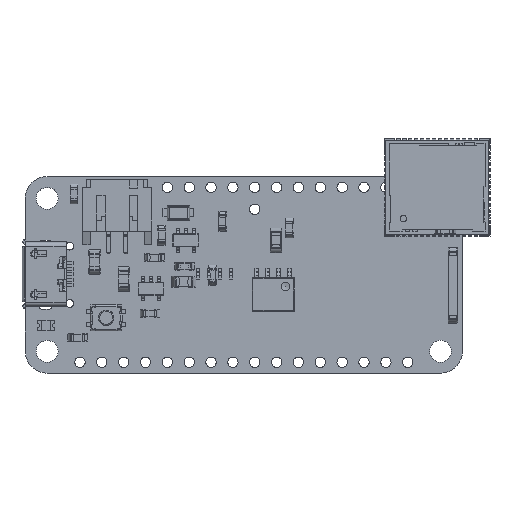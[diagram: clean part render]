
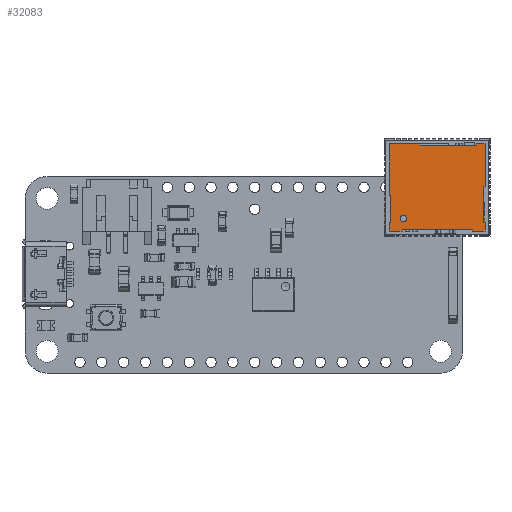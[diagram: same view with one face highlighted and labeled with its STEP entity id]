
A CAD part, top view. The second image highlights one B-rep face of the part: STEP entity #32083.
In plain terms, the highlighted planar face has unit normal (0, 0, 1).
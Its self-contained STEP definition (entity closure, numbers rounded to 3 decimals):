
#816=FACE_BOUND('',#4213,.T.);
#1090=CIRCLE('',#34427,0.375);
#2236=FACE_OUTER_BOUND('',#4212,.T.);
#4212=EDGE_LOOP('',(#21653,#21654,#21655,#21656,#21657,#21658,#21659,#21660,
#21661,#21662,#21663,#21664,#21665,#21666,#21667,#21668,#21669,#21670,#21671,
#21672));
#4213=EDGE_LOOP('',(#21673));
#6148=LINE('',#46495,#9868);
#6153=LINE('',#46510,#9873);
#6157=LINE('',#46519,#9877);
#6161=LINE('',#46528,#9881);
#6168=LINE('',#46542,#9888);
#6176=LINE('',#46559,#9896);
#6180=LINE('',#46568,#9900);
#6182=LINE('',#46574,#9902);
#6194=LINE('',#46598,#9914);
#6196=LINE('',#46602,#9916);
#6197=LINE('',#46603,#9917);
#6198=LINE('',#46605,#9918);
#6199=LINE('',#46606,#9919);
#6200=LINE('',#46607,#9920);
#6201=LINE('',#46608,#9921);
#6202=LINE('',#46610,#9922);
#6203=LINE('',#46611,#9923);
#6204=LINE('',#46612,#9924);
#6205=LINE('',#46613,#9925);
#6206=LINE('',#46614,#9926);
#9868=VECTOR('',#37384,10.);
#9873=VECTOR('',#37397,10.);
#9877=VECTOR('',#37403,10.);
#9881=VECTOR('',#37409,10.);
#9888=VECTOR('',#37418,10.);
#9896=VECTOR('',#37428,10.);
#9900=VECTOR('',#37434,10.);
#9902=VECTOR('',#37438,10.);
#9914=VECTOR('',#37452,10.);
#9916=VECTOR('',#37456,10.);
#9917=VECTOR('',#37457,10.);
#9918=VECTOR('',#37458,10.);
#9919=VECTOR('',#37459,10.);
#9920=VECTOR('',#37460,10.);
#9921=VECTOR('',#37461,10.);
#9922=VECTOR('',#37462,10.);
#9923=VECTOR('',#37463,10.);
#9924=VECTOR('',#37464,10.);
#9925=VECTOR('',#37465,10.);
#9926=VECTOR('',#37466,10.);
#13619=VERTEX_POINT('',#46493);
#13620=VERTEX_POINT('',#46494);
#13623=VERTEX_POINT('',#46502);
#13625=VERTEX_POINT('',#46508);
#13626=VERTEX_POINT('',#46509);
#13629=VERTEX_POINT('',#46517);
#13630=VERTEX_POINT('',#46518);
#13633=VERTEX_POINT('',#46526);
#13634=VERTEX_POINT('',#46527);
#13637=VERTEX_POINT('',#46535);
#13640=VERTEX_POINT('',#46540);
#13641=VERTEX_POINT('',#46544);
#13648=VERTEX_POINT('',#46557);
#13649=VERTEX_POINT('',#46561);
#13652=VERTEX_POINT('',#46566);
#13654=VERTEX_POINT('',#46571);
#13655=VERTEX_POINT('',#46573);
#13666=VERTEX_POINT('',#46596);
#13667=VERTEX_POINT('',#46601);
#13668=VERTEX_POINT('',#46604);
#13669=VERTEX_POINT('',#46609);
#16720=EDGE_CURVE('',#13619,#13620,#6148,.T.);
#16724=EDGE_CURVE('',#13623,#13623,#1090,.T.);
#16727=EDGE_CURVE('',#13625,#13626,#6153,.T.);
#16731=EDGE_CURVE('',#13629,#13630,#6157,.T.);
#16735=EDGE_CURVE('',#13633,#13634,#6161,.T.);
#16742=EDGE_CURVE('',#13637,#13640,#6168,.T.);
#16750=EDGE_CURVE('',#13641,#13648,#6176,.T.);
#16754=EDGE_CURVE('',#13649,#13652,#6180,.T.);
#16756=EDGE_CURVE('',#13655,#13654,#6182,.T.);
#16768=EDGE_CURVE('',#13648,#13666,#6194,.T.);
#16770=EDGE_CURVE('',#13667,#13619,#6196,.T.);
#16771=EDGE_CURVE('',#13620,#13637,#6197,.T.);
#16772=EDGE_CURVE('',#13640,#13668,#6198,.T.);
#16773=EDGE_CURVE('',#13668,#13625,#6199,.T.);
#16774=EDGE_CURVE('',#13626,#13641,#6200,.T.);
#16775=EDGE_CURVE('',#13666,#13633,#6201,.T.);
#16776=EDGE_CURVE('',#13634,#13669,#6202,.T.);
#16777=EDGE_CURVE('',#13669,#13655,#6203,.T.);
#16778=EDGE_CURVE('',#13654,#13629,#6204,.T.);
#16779=EDGE_CURVE('',#13630,#13649,#6205,.T.);
#16780=EDGE_CURVE('',#13652,#13667,#6206,.T.);
#21653=ORIENTED_EDGE('',*,*,#16770,.T.);
#21654=ORIENTED_EDGE('',*,*,#16720,.T.);
#21655=ORIENTED_EDGE('',*,*,#16771,.T.);
#21656=ORIENTED_EDGE('',*,*,#16742,.T.);
#21657=ORIENTED_EDGE('',*,*,#16772,.T.);
#21658=ORIENTED_EDGE('',*,*,#16773,.T.);
#21659=ORIENTED_EDGE('',*,*,#16727,.T.);
#21660=ORIENTED_EDGE('',*,*,#16774,.T.);
#21661=ORIENTED_EDGE('',*,*,#16750,.T.);
#21662=ORIENTED_EDGE('',*,*,#16768,.T.);
#21663=ORIENTED_EDGE('',*,*,#16775,.T.);
#21664=ORIENTED_EDGE('',*,*,#16735,.T.);
#21665=ORIENTED_EDGE('',*,*,#16776,.T.);
#21666=ORIENTED_EDGE('',*,*,#16777,.T.);
#21667=ORIENTED_EDGE('',*,*,#16756,.T.);
#21668=ORIENTED_EDGE('',*,*,#16778,.T.);
#21669=ORIENTED_EDGE('',*,*,#16731,.T.);
#21670=ORIENTED_EDGE('',*,*,#16779,.T.);
#21671=ORIENTED_EDGE('',*,*,#16754,.T.);
#21672=ORIENTED_EDGE('',*,*,#16780,.T.);
#21673=ORIENTED_EDGE('',*,*,#16724,.T.);
#30682=PLANE('',#34437);
#32083=ADVANCED_FACE('',(#2236,#816),#30682,.T.);
#34427=AXIS2_PLACEMENT_3D('',#46503,#37390,#37391);
#34437=AXIS2_PLACEMENT_3D('',#46600,#37454,#37455);
#37384=DIRECTION('',(1.,0.,0.));
#37390=DIRECTION('center_axis',(0.,0.,-1.));
#37391=DIRECTION('ref_axis',(-1.,0.,0.));
#37397=DIRECTION('',(0.,1.,0.));
#37403=DIRECTION('',(0.,-1.,0.));
#37409=DIRECTION('',(-1.,0.,0.));
#37418=DIRECTION('',(1.,0.,0.));
#37428=DIRECTION('',(0.,1.,0.));
#37434=DIRECTION('',(0.,-1.,0.));
#37438=DIRECTION('',(0.,-1.,0.));
#37452=DIRECTION('',(-1.,0.,0.));
#37454=DIRECTION('center_axis',(0.,0.,1.));
#37455=DIRECTION('ref_axis',(1.,0.,0.));
#37456=DIRECTION('',(0.,1.,0.));
#37457=DIRECTION('',(0.,-1.,0.));
#37458=DIRECTION('',(0.,1.,0.));
#37459=DIRECTION('',(-1.,0.,0.));
#37460=DIRECTION('',(1.,0.,0.));
#37461=DIRECTION('',(0.,-1.,0.));
#37462=DIRECTION('',(0.,1.,0.));
#37463=DIRECTION('',(-1.,0.,0.));
#37464=DIRECTION('',(1.,0.,0.));
#37465=DIRECTION('',(-1.,0.,0.));
#37466=DIRECTION('',(1.,0.,0.));
#46493=CARTESIAN_POINT('',(18.395,5.24,3.));
#46494=CARTESIAN_POINT('',(26.535,5.24,3.));
#46495=CARTESIAN_POINT('',(20.43,5.24,3.));
#46502=CARTESIAN_POINT('',(18.924,6.522,3.));
#46503=CARTESIAN_POINT('Origin',(18.549,6.522,3.));
#46508=CARTESIAN_POINT('',(27.885,6.09,3.));
#46509=CARTESIAN_POINT('',(27.885,10.23,3.));
#46510=CARTESIAN_POINT('',(27.885,8.125,3.));
#46517=CARTESIAN_POINT('',(17.045,9.23,3.));
#46518=CARTESIAN_POINT('',(17.045,6.09,3.));
#46519=CARTESIAN_POINT('',(17.045,9.695,3.));
#46526=CARTESIAN_POINT('',(27.035,15.08,3.));
#46527=CARTESIAN_POINT('',(20.395,15.08,3.));
#46528=CARTESIAN_POINT('',(24.75,15.08,3.));
#46535=CARTESIAN_POINT('',(26.535,5.09,3.));
#46540=CARTESIAN_POINT('',(28.035,5.09,3.));
#46542=CARTESIAN_POINT('',(28.035,5.09,3.));
#46544=CARTESIAN_POINT('',(28.035,10.23,3.));
#46557=CARTESIAN_POINT('',(28.035,15.23,3.));
#46559=CARTESIAN_POINT('',(28.035,15.23,3.));
#46561=CARTESIAN_POINT('',(16.895,6.09,3.));
#46566=CARTESIAN_POINT('',(16.895,5.09,3.));
#46568=CARTESIAN_POINT('',(16.895,5.09,3.));
#46571=CARTESIAN_POINT('',(16.895,9.23,3.));
#46573=CARTESIAN_POINT('',(16.895,15.23,3.));
#46574=CARTESIAN_POINT('',(16.895,5.09,3.));
#46596=CARTESIAN_POINT('',(27.035,15.23,3.));
#46598=CARTESIAN_POINT('',(16.895,15.23,3.));
#46600=CARTESIAN_POINT('Origin',(22.465,10.16,3.));
#46601=CARTESIAN_POINT('',(18.395,5.09,3.));
#46602=CARTESIAN_POINT('',(18.395,7.625,3.));
#46603=CARTESIAN_POINT('',(26.535,7.7,3.));
#46604=CARTESIAN_POINT('',(28.035,6.09,3.));
#46605=CARTESIAN_POINT('',(28.035,15.23,3.));
#46606=CARTESIAN_POINT('',(25.25,6.09,3.));
#46607=CARTESIAN_POINT('',(25.175,10.23,3.));
#46608=CARTESIAN_POINT('',(27.035,12.695,3.));
#46609=CARTESIAN_POINT('',(20.395,15.23,3.));
#46610=CARTESIAN_POINT('',(20.395,12.62,3.));
#46611=CARTESIAN_POINT('',(16.895,15.23,3.));
#46612=CARTESIAN_POINT('',(19.68,9.23,3.));
#46613=CARTESIAN_POINT('',(19.755,6.09,3.));
#46614=CARTESIAN_POINT('',(28.035,5.09,3.));
